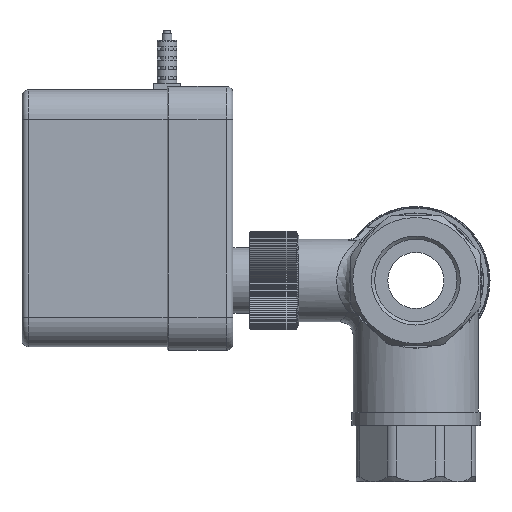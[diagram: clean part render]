
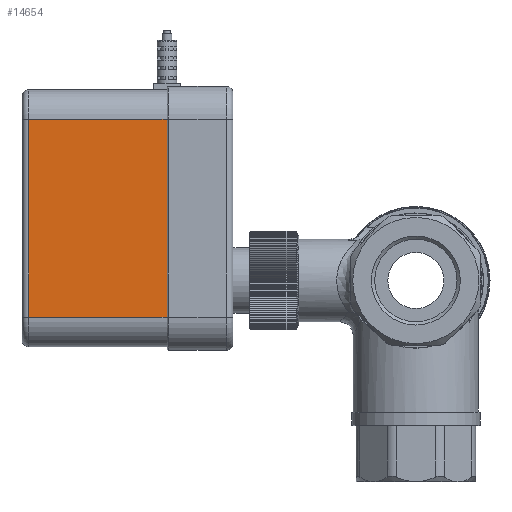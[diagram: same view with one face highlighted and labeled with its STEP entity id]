
A CAD part, left-side view. The second image highlights one B-rep face of the part: STEP entity #14654.
In plain terms, the highlighted planar face has unit normal (-1, 0, 0).
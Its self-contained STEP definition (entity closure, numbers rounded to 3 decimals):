
#693=PLANE('',#15781);
#1498=LINE('',#23492,#2530);
#1513=LINE('',#23576,#2545);
#1517=LINE('',#23594,#2549);
#1523=LINE('',#23607,#2555);
#2530=VECTOR('',#18317,10.);
#2545=VECTOR('',#18418,10.);
#2549=VECTOR('',#18442,10.);
#2555=VECTOR('',#18462,10.);
#3400=FACE_OUTER_BOUND('',#4187,.T.);
#4187=EDGE_LOOP('',(#11936,#11937,#11938,#11939));
#6373=VERTEX_POINT('',#23489);
#6374=VERTEX_POINT('',#23491);
#6397=VERTEX_POINT('',#23566);
#6399=VERTEX_POINT('',#23572);
#8258=EDGE_CURVE('',#6373,#6374,#1498,.T.);
#8300=EDGE_CURVE('',#6397,#6399,#1513,.T.);
#8310=EDGE_CURVE('',#6374,#6397,#1517,.T.);
#8316=EDGE_CURVE('',#6373,#6399,#1523,.T.);
#11936=ORIENTED_EDGE('',*,*,#8300,.F.);
#11937=ORIENTED_EDGE('',*,*,#8310,.F.);
#11938=ORIENTED_EDGE('',*,*,#8258,.F.);
#11939=ORIENTED_EDGE('',*,*,#8316,.T.);
#14654=ADVANCED_FACE('',(#3400),#693,.T.);
#15781=AXIS2_PLACEMENT_3D('',#23608,#18463,#18464);
#18317=DIRECTION('',(0.,0.,-1.));
#18418=DIRECTION('',(0.,0.,1.));
#18442=DIRECTION('',(0.,1.,0.));
#18462=DIRECTION('',(0.,1.,0.));
#18463=DIRECTION('center_axis',(-1.,0.,0.));
#18464=DIRECTION('ref_axis',(0.,0.,1.));
#23489=CARTESIAN_POINT('',(-30.5,20.,30.));
#23491=CARTESIAN_POINT('',(-30.5,20.,-30.));
#23492=CARTESIAN_POINT('',(-30.5,20.,-15.));
#23566=CARTESIAN_POINT('',(-30.5,62.,-30.));
#23572=CARTESIAN_POINT('',(-30.5,62.,30.));
#23576=CARTESIAN_POINT('',(-30.5,62.,-15.));
#23594=CARTESIAN_POINT('',(-30.5,20.,-30.));
#23607=CARTESIAN_POINT('',(-30.5,20.,30.));
#23608=CARTESIAN_POINT('Origin',(-30.5,20.,-30.));
